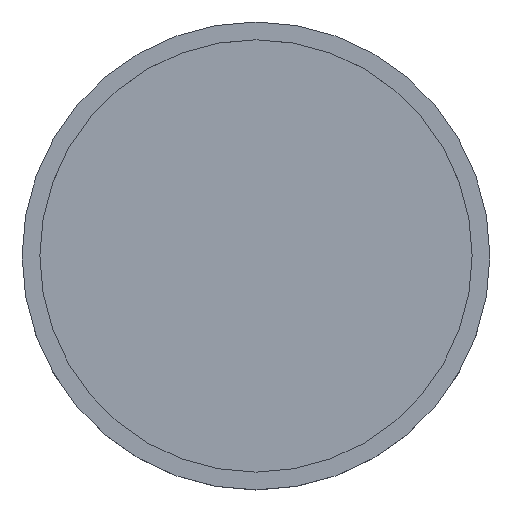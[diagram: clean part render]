
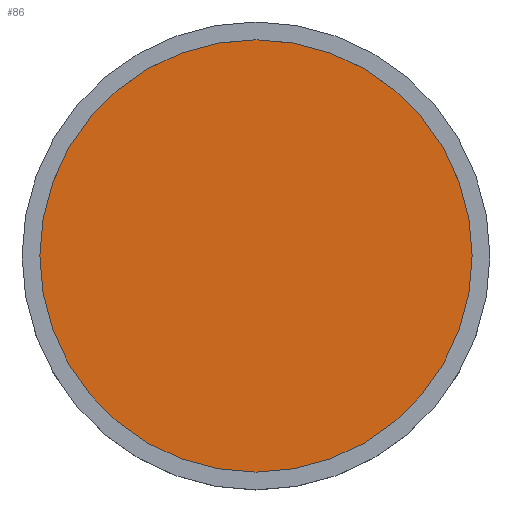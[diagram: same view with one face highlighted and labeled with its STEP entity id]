
A CAD part, top view. The second image highlights one B-rep face of the part: STEP entity #86.
In plain terms, the highlighted planar face has unit normal (0, 0, 1).
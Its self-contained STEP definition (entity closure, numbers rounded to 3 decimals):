
#27=FACE_OUTER_BOUND('',#34,.T.);
#34=EDGE_LOOP('',(#64));
#43=CIRCLE('',#109,11.55);
#49=VERTEX_POINT('',#155);
#55=EDGE_CURVE('',#49,#49,#43,.T.);
#64=ORIENTED_EDGE('',*,*,#55,.F.);
#82=PLANE('',#108);
#86=ADVANCED_FACE('',(#27),#82,.F.);
#108=AXIS2_PLACEMENT_3D('',#154,#125,#126);
#109=AXIS2_PLACEMENT_3D('',#156,#127,#128);
#125=DIRECTION('center_axis',(0.,0.,-1.));
#126=DIRECTION('ref_axis',(-1.,0.,0.));
#127=DIRECTION('center_axis',(0.,0.,-1.));
#128=DIRECTION('ref_axis',(1.,0.,0.));
#154=CARTESIAN_POINT('Origin',(0.441,-13.556,5.63));
#155=CARTESIAN_POINT('',(-11.109,-2.006,5.63));
#156=CARTESIAN_POINT('Origin',(0.441,-2.006,5.63));
